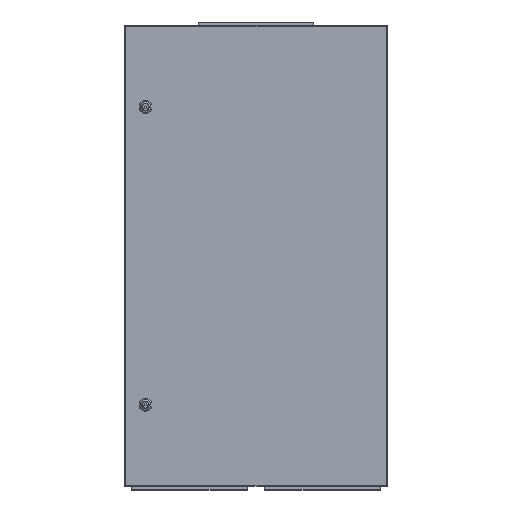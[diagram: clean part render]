
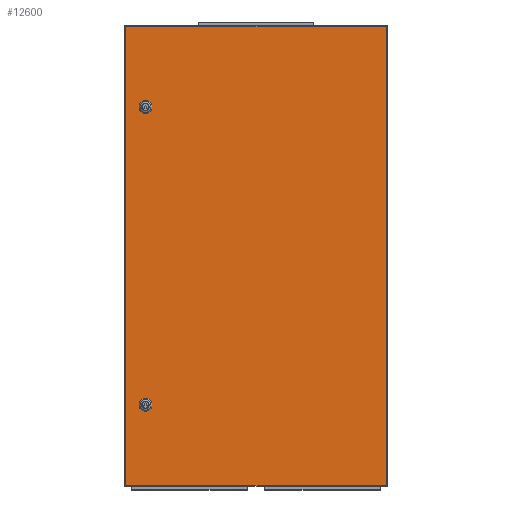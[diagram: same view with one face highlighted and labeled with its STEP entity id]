
A CAD part, top view. The second image highlights one B-rep face of the part: STEP entity #12600.
In plain terms, the highlighted planar face has unit normal (0, 0, 1).
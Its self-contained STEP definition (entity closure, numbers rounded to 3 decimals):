
#765 = VERTEX_POINT ( 'NONE', #10183 ) ;
#870 = CIRCLE ( 'NONE', #10583, 16. ) ;
#1064 = CARTESIAN_POINT ( 'NONE',  ( -257.5, -368.5, 24.5 ) ) ;
#1278 = CARTESIAN_POINT ( 'NONE',  ( -322.5, 567.5, 24.5 ) ) ;
#1863 = CARTESIAN_POINT ( 'NONE',  ( -322.5, 567.5, 24.5 ) ) ;
#1993 = CARTESIAN_POINT ( 'NONE',  ( -289.5, 368.5, 24.5 ) ) ;
#2104 = EDGE_LOOP ( 'NONE', ( #12006, #15902, #13328, #10704 ) ) ;
#2443 = CARTESIAN_POINT ( 'NONE',  ( 322.5, 567.5, 24.5 ) ) ;
#2468 = EDGE_LOOP ( 'NONE', ( #4405, #21769 ) ) ;
#2478 = VERTEX_POINT ( 'NONE', #1064 ) ;
#2517 = EDGE_CURVE ( 'NONE', #9933, #12750, #870, .T. ) ;
#2683 = FACE_OUTER_BOUND ( 'NONE', #2104, .T. ) ;
#2750 = CARTESIAN_POINT ( 'NONE',  ( -273.5, -368.5, 24.5 ) ) ;
#3040 = CARTESIAN_POINT ( 'NONE',  ( -273.5, 368.5, 24.5 ) ) ;
#3854 = ORIENTED_EDGE ( 'NONE', *, *, #5410, .F. ) ;
#3877 = CARTESIAN_POINT ( 'NONE',  ( -322.5, -567.5, 24.5 ) ) ;
#3985 = VECTOR ( 'NONE', #14322, 1000. ) ;
#4405 = ORIENTED_EDGE ( 'NONE', *, *, #17018, .F. ) ;
#4499 = DIRECTION ( 'NONE',  ( 1., 0., 0. ) ) ;
#4589 = VECTOR ( 'NONE', #14626, 1000. ) ;
#4618 = AXIS2_PLACEMENT_3D ( 'NONE', #2750, #14944, #4499 ) ;
#4779 = DIRECTION ( 'NONE',  ( 1., 0., 0. ) ) ;
#5410 = EDGE_CURVE ( 'NONE', #2478, #12038, #18152, .T. ) ;
#5682 = AXIS2_PLACEMENT_3D ( 'NONE', #16171, #5760, #17882 ) ;
#5760 = DIRECTION ( 'NONE',  ( 0., 0., 1. ) ) ;
#6043 = EDGE_CURVE ( 'NONE', #8628, #13599, #14337, .T. ) ;
#6481 = ORIENTED_EDGE ( 'NONE', *, *, #10485, .F. ) ;
#7038 = EDGE_CURVE ( 'NONE', #765, #8628, #7250, .T. ) ;
#7250 = LINE ( 'NONE', #16188, #21622 ) ;
#7345 = CARTESIAN_POINT ( 'NONE',  ( 0., 0., 24.5 ) ) ;
#7857 = CARTESIAN_POINT ( 'NONE',  ( -257.5, 368.5, 24.5 ) ) ;
#8088 = LINE ( 'NONE', #3877, #3985 ) ;
#8628 = VERTEX_POINT ( 'NONE', #1863 ) ;
#9091 = DIRECTION ( 'NONE',  ( 1., 0., 0. ) ) ;
#9512 = CARTESIAN_POINT ( 'NONE',  ( -273.5, 368.5, 24.5 ) ) ;
#9933 = VERTEX_POINT ( 'NONE', #1993 ) ;
#10183 = CARTESIAN_POINT ( 'NONE',  ( 322.5, 567.5, 24.5 ) ) ;
#10485 = EDGE_CURVE ( 'NONE', #12038, #2478, #18404, .T. ) ;
#10583 = AXIS2_PLACEMENT_3D ( 'NONE', #3040, #15222, #4779 ) ;
#10704 = ORIENTED_EDGE ( 'NONE', *, *, #6043, .T. ) ;
#11293 = DIRECTION ( 'NONE',  ( 1., 0., 0. ) ) ;
#11972 = FACE_BOUND ( 'NONE', #2468, .T. ) ;
#12006 = ORIENTED_EDGE ( 'NONE', *, *, #13711, .T. ) ;
#12038 = VERTEX_POINT ( 'NONE', #21255 ) ;
#12163 = CARTESIAN_POINT ( 'NONE',  ( 322.5, -567.5, 24.5 ) ) ;
#12365 = CARTESIAN_POINT ( 'NONE',  ( -322.5, -567.5, 24.5 ) ) ;
#12512 = PLANE ( 'NONE',  #20817 ) ;
#12600 = ADVANCED_FACE ( 'NONE', ( #11972, #2683, #16579 ), #12512, .T. ) ;
#12694 = EDGE_CURVE ( 'NONE', #20662, #765, #13871, .T. ) ;
#12750 = VERTEX_POINT ( 'NONE', #7857 ) ;
#13328 = ORIENTED_EDGE ( 'NONE', *, *, #7038, .T. ) ;
#13599 = VERTEX_POINT ( 'NONE', #12365 ) ;
#13711 = EDGE_CURVE ( 'NONE', #13599, #20662, #8088, .T. ) ;
#13871 = LINE ( 'NONE', #2443, #4589 ) ;
#14322 = DIRECTION ( 'NONE',  ( 1., 0., 0. ) ) ;
#14337 = LINE ( 'NONE', #1278, #17848 ) ;
#14626 = DIRECTION ( 'NONE',  ( 0., 1., 0. ) ) ;
#14944 = DIRECTION ( 'NONE',  ( 0., 0., 1. ) ) ;
#15154 = AXIS2_PLACEMENT_3D ( 'NONE', #9512, #21628, #11293 ) ;
#15222 = DIRECTION ( 'NONE',  ( 0., 0., 1. ) ) ;
#15902 = ORIENTED_EDGE ( 'NONE', *, *, #12694, .T. ) ;
#16171 = CARTESIAN_POINT ( 'NONE',  ( -273.5, -368.5, 24.5 ) ) ;
#16188 = CARTESIAN_POINT ( 'NONE',  ( -322.5, 567.5, 24.5 ) ) ;
#16579 = FACE_BOUND ( 'NONE', #21249, .T. ) ;
#16954 = DIRECTION ( 'NONE',  ( 0., -1., 0. ) ) ;
#17018 = EDGE_CURVE ( 'NONE', #12750, #9933, #19099, .T. ) ;
#17848 = VECTOR ( 'NONE', #16954, 1000. ) ;
#17882 = DIRECTION ( 'NONE',  ( 1., 0., 0. ) ) ;
#17987 = DIRECTION ( 'NONE',  ( -1., 0., 0. ) ) ;
#18152 = CIRCLE ( 'NONE', #4618, 16. ) ;
#18404 = CIRCLE ( 'NONE', #5682, 16. ) ;
#19099 = CIRCLE ( 'NONE', #15154, 16. ) ;
#19463 = DIRECTION ( 'NONE',  ( 0., 0., 1. ) ) ;
#20662 = VERTEX_POINT ( 'NONE', #12163 ) ;
#20817 = AXIS2_PLACEMENT_3D ( 'NONE', #7345, #19463, #9091 ) ;
#21249 = EDGE_LOOP ( 'NONE', ( #3854, #6481 ) ) ;
#21255 = CARTESIAN_POINT ( 'NONE',  ( -289.5, -368.5, 24.5 ) ) ;
#21622 = VECTOR ( 'NONE', #17987, 1000. ) ;
#21628 = DIRECTION ( 'NONE',  ( 0., 0., 1. ) ) ;
#21769 = ORIENTED_EDGE ( 'NONE', *, *, #2517, .F. ) ;
